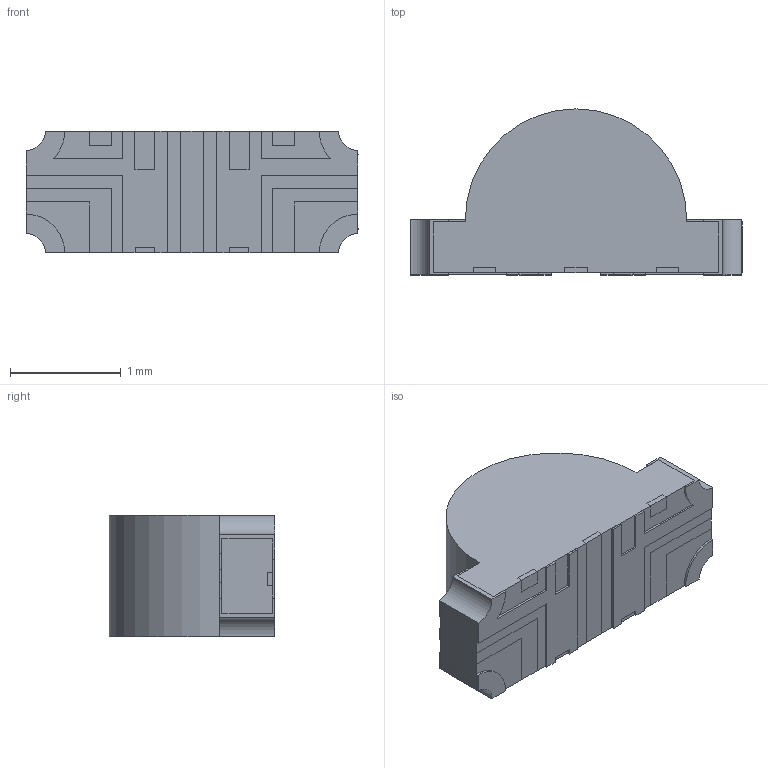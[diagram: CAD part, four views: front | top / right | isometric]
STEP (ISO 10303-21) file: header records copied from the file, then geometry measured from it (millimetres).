
FILE_DESCRIPTION(/* description */ (''),/* implementation_level */ '2;1');
FILE_NAME(/* name */ 'LED_Lite-On_LTST-S310_3x1.5mm_Horizontal.step',/* time_stamp */ '2023-08-19T22:42:03+01:00',/* author */ (''),/* organization */ (''),/* preprocessor_version */ 'ST-DEVELOPER v20',/* originating_system */ 'Autodesk Translation Framework v12.9.0.99',/* authorisation */ '');
FILE_SCHEMA (('AUTOMOTIVE_DESIGN { 1 0 10303 214 3 1 1 }'));
Length unit declared in the file: millimetre
Products named in the file (1): (Unsaved)
Bounding box: 3 x 1.5 x 1.1 mm (x, y, z)
Volume: 3.3 mm3; surface area: 21.7 mm2
Topology: 12 solids, 12 shells, 175 faces, 453 edges, 302 vertices
Faces by surface type: plane 149, cylinder 26
Entity records: 5322 total; most frequent: CARTESIAN_POINT 931, ORIENTED_EDGE 906, DIRECTION 857, EDGE_CURVE 453, LINE 401, VECTOR 401, VERTEX_POINT 302, AXIS2_PLACEMENT_3D 228
